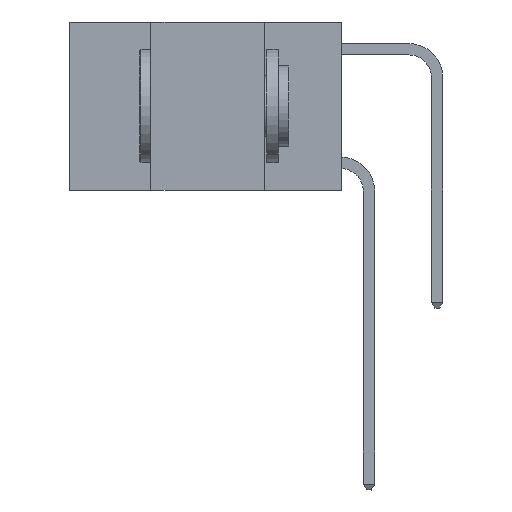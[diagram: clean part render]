
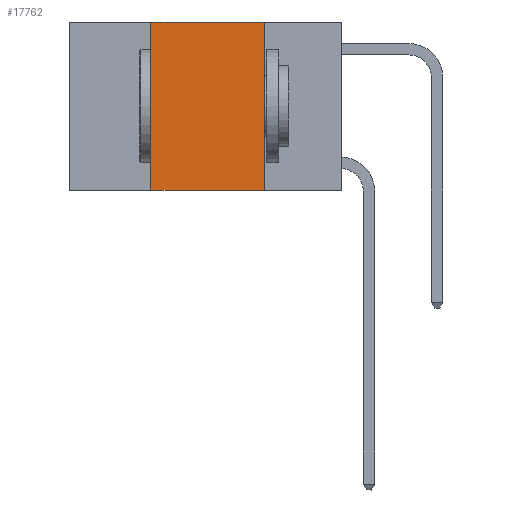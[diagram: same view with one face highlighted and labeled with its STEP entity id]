
A CAD part, left-side view. The second image highlights one B-rep face of the part: STEP entity #17762.
In plain terms, the highlighted planar face has unit normal (-1, 0, 0).
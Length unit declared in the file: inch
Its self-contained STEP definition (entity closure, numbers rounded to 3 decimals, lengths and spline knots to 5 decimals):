
#3218 = EDGE_LOOP ( 'NONE', ( #3554, #7098, #21660, #13850 ) ) ;
#3554 = ORIENTED_EDGE ( 'NONE', *, *, #18920, .F. ) ;
#3905 = CARTESIAN_POINT ( 'NONE',  ( 0., 0.42, 0. ) ) ;
#5122 = VERTEX_POINT ( 'NONE', #20892 ) ;
#5150 = VECTOR ( 'NONE', #26753, 39.37008 ) ;
#7098 = ORIENTED_EDGE ( 'NONE', *, *, #7736, .F. ) ;
#7307 = VERTEX_POINT ( 'NONE', #18056 ) ;
#7736 = EDGE_CURVE ( 'NONE', #13957, #7307, #20802, .T. ) ;
#9431 = EDGE_CURVE ( 'NONE', #19636, #13957, #22310, .T. ) ;
#10844 = CARTESIAN_POINT ( 'NONE',  ( 0., 0.6, 0. ) ) ;
#10969 = AXIS2_PLACEMENT_3D ( 'NONE', #10844, #25817, #25566 ) ;
#11242 = PLANE ( 'NONE',  #10969 ) ;
#12816 = CARTESIAN_POINT ( 'NONE',  ( 0., 0.42, -0.37 ) ) ;
#13850 = ORIENTED_EDGE ( 'NONE', *, *, #26553, .T. ) ;
#13957 = VERTEX_POINT ( 'NONE', #26697 ) ;
#14249 = DIRECTION ( 'NONE',  ( 0., 0., 1. ) ) ;
#15001 = FACE_OUTER_BOUND ( 'NONE', #3218, .T. ) ;
#16358 = VECTOR ( 'NONE', #21860, 39.37008 ) ;
#16778 = CARTESIAN_POINT ( 'NONE',  ( 0., 0.6, -0.37 ) ) ;
#17696 = VECTOR ( 'NONE', #26751, 39.37008 ) ;
#17762 = ADVANCED_FACE ( 'NONE', ( #15001 ), #11242, .F. ) ;
#17817 = LINE ( 'NONE', #20200, #16358 ) ;
#18056 = CARTESIAN_POINT ( 'NONE',  ( 0., 0.17, 0. ) ) ;
#18295 = CARTESIAN_POINT ( 'NONE',  ( 0., 0.6, 0. ) ) ;
#18920 = EDGE_CURVE ( 'NONE', #7307, #5122, #17817, .T. ) ;
#19636 = VERTEX_POINT ( 'NONE', #12816 ) ;
#20200 = CARTESIAN_POINT ( 'NONE',  ( 0., 0.17, 0. ) ) ;
#20802 = LINE ( 'NONE', #18295, #17696 ) ;
#20803 = LINE ( 'NONE', #16778, #5150 ) ;
#20892 = CARTESIAN_POINT ( 'NONE',  ( 0., 0.17, -0.37 ) ) ;
#20894 = VECTOR ( 'NONE', #14249, 39.37008 ) ;
#21660 = ORIENTED_EDGE ( 'NONE', *, *, #9431, .F. ) ;
#21860 = DIRECTION ( 'NONE',  ( 0., 0., -1. ) ) ;
#22310 = LINE ( 'NONE', #3905, #20894 ) ;
#25566 = DIRECTION ( 'NONE',  ( 0., 0., -1. ) ) ;
#25817 = DIRECTION ( 'NONE',  ( 1., 0., 0. ) ) ;
#26553 = EDGE_CURVE ( 'NONE', #19636, #5122, #20803, .T. ) ;
#26697 = CARTESIAN_POINT ( 'NONE',  ( 0., 0.42, 0. ) ) ;
#26751 = DIRECTION ( 'NONE',  ( 0., -1., 0. ) ) ;
#26753 = DIRECTION ( 'NONE',  ( 0., -1., 0. ) ) ;
